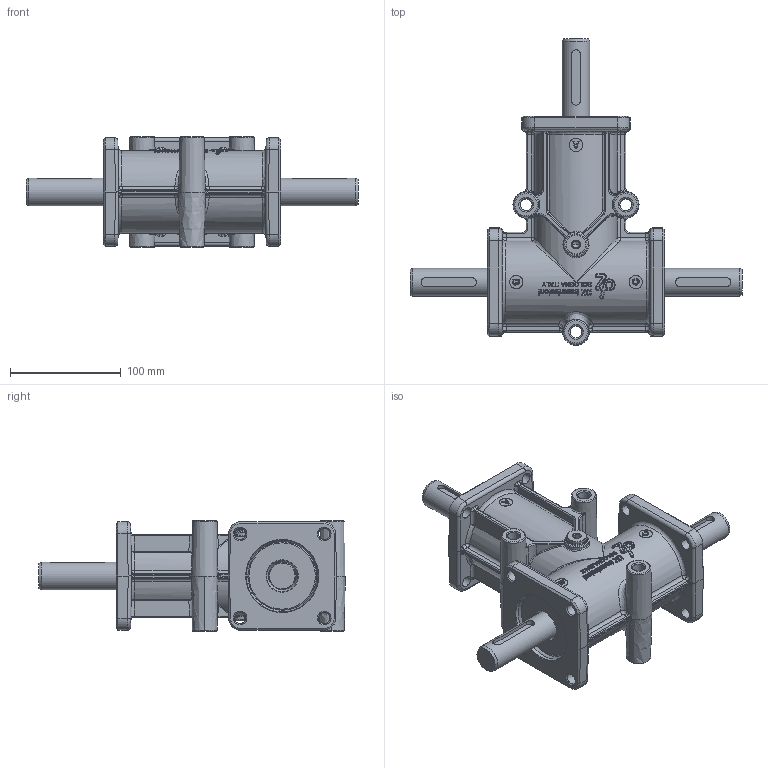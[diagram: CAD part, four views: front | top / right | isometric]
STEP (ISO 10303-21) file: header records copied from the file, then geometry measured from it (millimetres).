
FILE_DESCRIPTION(('STEP AP214'),'1');
FILE_NAME('dz_41_-_-_3fabc.stp','2017-07-07T08:02:47',('TraceParts'),('TraceParts S.A.'),'Spatial InterOp 3D',' ',' ');
FILE_SCHEMA(('automotive_design'));
Length unit declared in the file: millimetre
Products named in the file (1): dz_41_-_-_3fabc
Bounding box: 300 x 277 x 100 mm (x, y, z)
Volume: 1601607.1 mm3; surface area: 171914.1 mm2
Topology: 1 solids, 1 shells, 2044 faces, 5083 edges, 2970 vertices
Faces by surface type: bspline 905, cylinder 520, plane 370, torus 107, sphere 88, cone 54
Full cylindrical faces by diameter (mm): 10.3 x4, 12 x6, 18 x2, 25 x3, 62 x3, 65 x3
Entity records: 221147 total; most frequent: CARTESIAN_POINT 162109, ORIENTED_EDGE 9696, DIRECTION 7530, EDGE_CURVE 4848, AXIS2_PLACEMENT_3D 3092, VERTEX_POINT 2954, EDGE_LOOP 2214, STYLED_ITEM 2041
